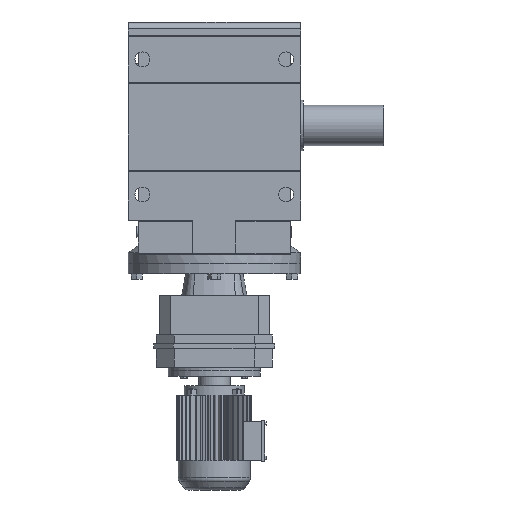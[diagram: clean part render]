
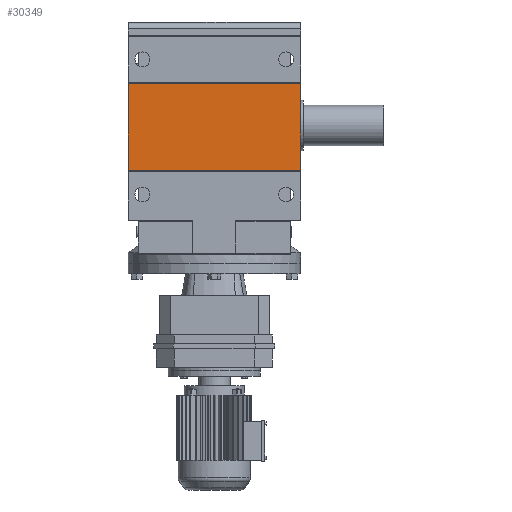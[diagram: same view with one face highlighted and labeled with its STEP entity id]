
A CAD part, front view. The second image highlights one B-rep face of the part: STEP entity #30349.
In plain terms, the highlighted planar face has unit normal (0, -1, 0).
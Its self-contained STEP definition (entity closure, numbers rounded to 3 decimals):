
#8412 = PLANE('',#8413);
#8413 = AXIS2_PLACEMENT_3D('',#8414,#8415,#8416);
#8414 = CARTESIAN_POINT('',(150.,-213.,389.25));
#8415 = DIRECTION('',(1.,0.,0.));
#8416 = DIRECTION('',(0.,0.,-1.));
#19241 = VERTEX_POINT('',#19242);
#19242 = CARTESIAN_POINT('',(150.,-223.,294.25));
#19261 = CYLINDRICAL_SURFACE('',#19262,2.);
#19262 = AXIS2_PLACEMENT_3D('',#19263,#19264,#19265);
#19263 = CARTESIAN_POINT('',(150.,-225.,294.25));
#19264 = DIRECTION('',(-1.,0.,0.));
#19265 = DIRECTION('',(0.,0.,1.));
#19272 = EDGE_CURVE('',#19241,#19273,#19275,.T.);
#19273 = VERTEX_POINT('',#19274);
#19274 = CARTESIAN_POINT('',(150.,-223.,143.25));
#19275 = SURFACE_CURVE('',#19276,(#19280,#19287),.PCURVE_S1.);
#19276 = LINE('',#19277,#19278);
#19277 = CARTESIAN_POINT('',(150.,-223.,294.25));
#19278 = VECTOR('',#19279,1.);
#19279 = DIRECTION('',(0.,0.,-1.));
#19280 = PCURVE('',#8412,#19281);
#19281 = DEFINITIONAL_REPRESENTATION('',(#19282),#19286);
#19282 = LINE('',#19283,#19284);
#19283 = CARTESIAN_POINT('',(95.,-10.));
#19284 = VECTOR('',#19285,1.);
#19285 = DIRECTION('',(1.,0.));
#19286 = ( GEOMETRIC_REPRESENTATION_CONTEXT(2) 
PARAMETRIC_REPRESENTATION_CONTEXT() REPRESENTATION_CONTEXT('2D SPACE',''
  ) );
#19287 = PCURVE('',#19288,#19293);
#19288 = PLANE('',#19289);
#19289 = AXIS2_PLACEMENT_3D('',#19290,#19291,#19292);
#19290 = CARTESIAN_POINT('',(150.,-223.,294.25));
#19291 = DIRECTION('',(0.,1.,0.));
#19292 = DIRECTION('',(0.,0.,1.));
#19293 = DEFINITIONAL_REPRESENTATION('',(#19294),#19298);
#19294 = LINE('',#19295,#19296);
#19295 = CARTESIAN_POINT('',(0.,0.));
#19296 = VECTOR('',#19297,1.);
#19297 = DIRECTION('',(-1.,0.));
#19298 = ( GEOMETRIC_REPRESENTATION_CONTEXT(2) 
PARAMETRIC_REPRESENTATION_CONTEXT() REPRESENTATION_CONTEXT('2D SPACE',''
  ) );
#19321 = CYLINDRICAL_SURFACE('',#19322,2.);
#19322 = AXIS2_PLACEMENT_3D('',#19323,#19324,#19325);
#19323 = CARTESIAN_POINT('',(150.,-225.,143.25));
#19324 = DIRECTION('',(-1.,0.,0.));
#19325 = DIRECTION('',(0.,0.,1.));
#22065 = PLANE('',#22066);
#22066 = AXIS2_PLACEMENT_3D('',#22067,#22068,#22069);
#22067 = CARTESIAN_POINT('',(-150.,-213.,389.25));
#22068 = DIRECTION('',(1.,0.,0.));
#22069 = DIRECTION('',(0.,0.,-1.));
#29944 = EDGE_CURVE('',#19273,#29945,#29947,.T.);
#29945 = VERTEX_POINT('',#29946);
#29946 = CARTESIAN_POINT('',(-150.,-223.,143.25));
#29947 = SURFACE_CURVE('',#29948,(#29952,#29958),.PCURVE_S1.);
#29948 = LINE('',#29949,#29950);
#29949 = CARTESIAN_POINT('',(150.,-223.,143.25));
#29950 = VECTOR('',#29951,1.);
#29951 = DIRECTION('',(-1.,0.,0.));
#29952 = PCURVE('',#19321,#29953);
#29953 = DEFINITIONAL_REPRESENTATION('',(#29954),#29957);
#29954 = B_SPLINE_CURVE_WITH_KNOTS('',1,(#29955,#29956),.UNSPECIFIED.,
  .F.,.F.,(2,2),(0.,300.),.PIECEWISE_BEZIER_KNOTS.);
#29955 = CARTESIAN_POINT('',(1.571,0.));
#29956 = CARTESIAN_POINT('',(1.571,300.));
#29957 = ( GEOMETRIC_REPRESENTATION_CONTEXT(2) 
PARAMETRIC_REPRESENTATION_CONTEXT() REPRESENTATION_CONTEXT('2D SPACE',''
  ) );
#29958 = PCURVE('',#19288,#29959);
#29959 = DEFINITIONAL_REPRESENTATION('',(#29960),#29964);
#29960 = LINE('',#29961,#29962);
#29961 = CARTESIAN_POINT('',(-151.,0.));
#29962 = VECTOR('',#29963,1.);
#29963 = DIRECTION('',(0.,-1.));
#29964 = ( GEOMETRIC_REPRESENTATION_CONTEXT(2) 
PARAMETRIC_REPRESENTATION_CONTEXT() REPRESENTATION_CONTEXT('2D SPACE',''
  ) );
#30349 = ADVANCED_FACE('',(#30350),#19288,.F.);
#30350 = FACE_BOUND('',#30351,.T.);
#30351 = EDGE_LOOP('',(#30352,#30374,#30395,#30396));
#30352 = ORIENTED_EDGE('',*,*,#30353,.T.);
#30353 = EDGE_CURVE('',#19241,#30354,#30356,.T.);
#30354 = VERTEX_POINT('',#30355);
#30355 = CARTESIAN_POINT('',(-150.,-223.,294.25));
#30356 = SURFACE_CURVE('',#30357,(#30361,#30368),.PCURVE_S1.);
#30357 = LINE('',#30358,#30359);
#30358 = CARTESIAN_POINT('',(150.,-223.,294.25));
#30359 = VECTOR('',#30360,1.);
#30360 = DIRECTION('',(-1.,0.,0.));
#30361 = PCURVE('',#19288,#30362);
#30362 = DEFINITIONAL_REPRESENTATION('',(#30363),#30367);
#30363 = LINE('',#30364,#30365);
#30364 = CARTESIAN_POINT('',(0.,0.));
#30365 = VECTOR('',#30366,1.);
#30366 = DIRECTION('',(0.,-1.));
#30367 = ( GEOMETRIC_REPRESENTATION_CONTEXT(2) 
PARAMETRIC_REPRESENTATION_CONTEXT() REPRESENTATION_CONTEXT('2D SPACE',''
  ) );
#30368 = PCURVE('',#19261,#30369);
#30369 = DEFINITIONAL_REPRESENTATION('',(#30370),#30373);
#30370 = B_SPLINE_CURVE_WITH_KNOTS('',1,(#30371,#30372),.UNSPECIFIED.,
  .F.,.F.,(2,2),(0.,300.),.PIECEWISE_BEZIER_KNOTS.);
#30371 = CARTESIAN_POINT('',(1.571,0.));
#30372 = CARTESIAN_POINT('',(1.571,300.));
#30373 = ( GEOMETRIC_REPRESENTATION_CONTEXT(2) 
PARAMETRIC_REPRESENTATION_CONTEXT() REPRESENTATION_CONTEXT('2D SPACE',''
  ) );
#30374 = ORIENTED_EDGE('',*,*,#30375,.T.);
#30375 = EDGE_CURVE('',#30354,#29945,#30376,.T.);
#30376 = SURFACE_CURVE('',#30377,(#30381,#30388),.PCURVE_S1.);
#30377 = LINE('',#30378,#30379);
#30378 = CARTESIAN_POINT('',(-150.,-223.,294.25));
#30379 = VECTOR('',#30380,1.);
#30380 = DIRECTION('',(0.,0.,-1.));
#30381 = PCURVE('',#19288,#30382);
#30382 = DEFINITIONAL_REPRESENTATION('',(#30383),#30387);
#30383 = LINE('',#30384,#30385);
#30384 = CARTESIAN_POINT('',(0.,-300.));
#30385 = VECTOR('',#30386,1.);
#30386 = DIRECTION('',(-1.,0.));
#30387 = ( GEOMETRIC_REPRESENTATION_CONTEXT(2) 
PARAMETRIC_REPRESENTATION_CONTEXT() REPRESENTATION_CONTEXT('2D SPACE',''
  ) );
#30388 = PCURVE('',#22065,#30389);
#30389 = DEFINITIONAL_REPRESENTATION('',(#30390),#30394);
#30390 = LINE('',#30391,#30392);
#30391 = CARTESIAN_POINT('',(95.,-10.));
#30392 = VECTOR('',#30393,1.);
#30393 = DIRECTION('',(1.,0.));
#30394 = ( GEOMETRIC_REPRESENTATION_CONTEXT(2) 
PARAMETRIC_REPRESENTATION_CONTEXT() REPRESENTATION_CONTEXT('2D SPACE',''
  ) );
#30395 = ORIENTED_EDGE('',*,*,#29944,.F.);
#30396 = ORIENTED_EDGE('',*,*,#19272,.F.);
